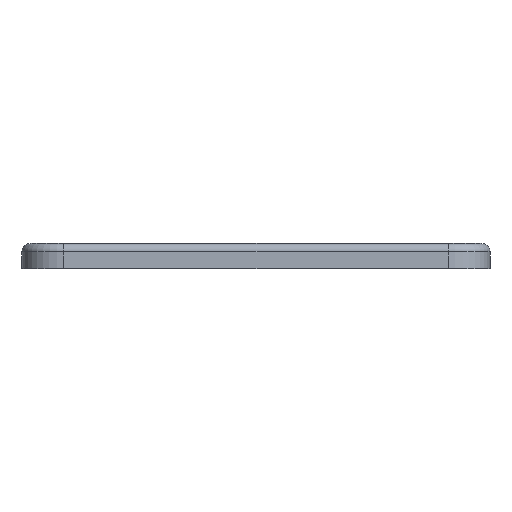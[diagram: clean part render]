
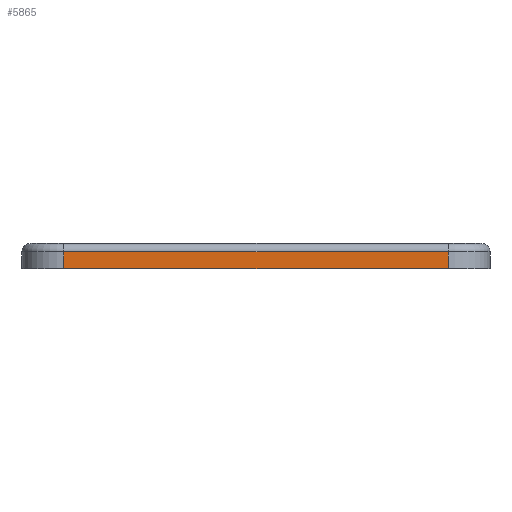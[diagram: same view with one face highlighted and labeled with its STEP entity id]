
A CAD part, left-side view. The second image highlights one B-rep face of the part: STEP entity #5865.
In plain terms, the highlighted planar face has unit normal (-1, 0, 0).
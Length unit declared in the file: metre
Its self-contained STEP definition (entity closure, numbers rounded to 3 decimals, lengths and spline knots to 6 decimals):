
#882=ORIENTED_EDGE('',*,*,#2677,.F.);
#883=ORIENTED_EDGE('',*,*,#2678,.T.);
#884=ORIENTED_EDGE('',*,*,#2675,.T.);
#885=ORIENTED_EDGE('',*,*,#2659,.T.);
#2659=EDGE_CURVE('',#3561,#3560,#3985,.T.);
#2675=EDGE_CURVE('',#3573,#3561,#3997,.T.);
#2677=EDGE_CURVE('',#3574,#3560,#3998,.T.);
#2678=EDGE_CURVE('',#3574,#3573,#3999,.F.);
#3560=VERTEX_POINT('',#9057);
#3561=VERTEX_POINT('',#9059);
#3573=VERTEX_POINT('',#9091);
#3574=VERTEX_POINT('',#9095);
#3985=LINE('',#9058,#4529);
#3997=LINE('',#9090,#4541);
#3998=LINE('',#9094,#4542);
#3999=LINE('',#9096,#4543);
#4529=VECTOR('',#7109,1.);
#4541=VECTOR('',#7137,1.);
#4542=VECTOR('',#7142,1.);
#4543=VECTOR('',#7143,1.);
#4990=EDGE_LOOP('',(#882,#883,#884,#885));
#5372=FACE_BOUND('',#4990,.T.);
#5712=PLANE('',#6338);
#5865=ADVANCED_FACE('',(#5372),#5712,.F.);
#6338=AXIS2_PLACEMENT_3D('',#9093,#7140,#7141);
#7109=DIRECTION('',(0.,-1.,0.));
#7137=DIRECTION('',(0.,0.,-1.));
#7140=DIRECTION('',(1.,0.,0.));
#7141=DIRECTION('',(0.,0.,-1.));
#7142=DIRECTION('',(0.,0.,-1.));
#7143=DIRECTION('',(0.,-1.,0.));
#9057=CARTESIAN_POINT('',(-0.038254,-0.021866,0.02));
#9058=CARTESIAN_POINT('',(-0.038254,0.001134,0.02));
#9059=CARTESIAN_POINT('',(-0.038254,0.024134,0.02));
#9090=CARTESIAN_POINT('',(-0.038254,0.024134,0.023));
#9091=CARTESIAN_POINT('',(-0.038254,0.024134,0.022));
#9093=CARTESIAN_POINT('',(-0.038254,0.001134,0.023));
#9094=CARTESIAN_POINT('',(-0.038254,-0.021866,0.023));
#9095=CARTESIAN_POINT('',(-0.038254,-0.021866,0.022));
#9096=CARTESIAN_POINT('',(-0.038254,0.024134,0.022));
